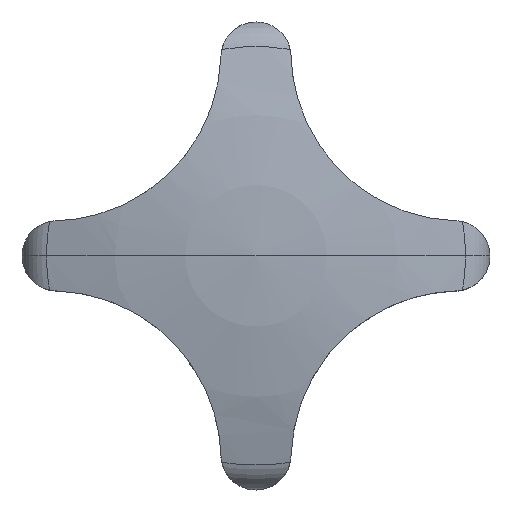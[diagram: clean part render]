
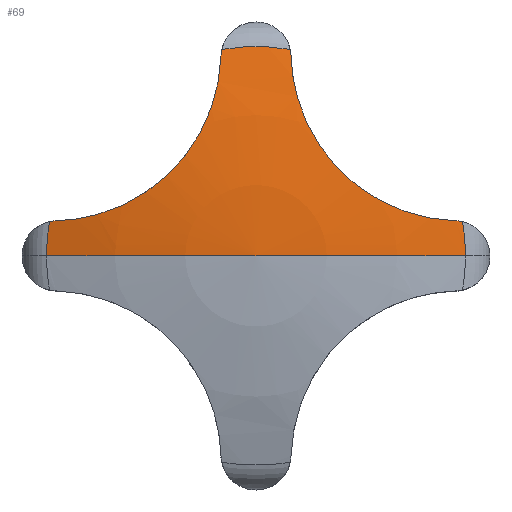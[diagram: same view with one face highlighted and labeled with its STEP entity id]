
A CAD part, top view. The second image highlights one B-rep face of the part: STEP entity #69.
In plain terms, the highlighted spherical face has radius 60 mm.
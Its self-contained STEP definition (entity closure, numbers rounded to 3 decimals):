
#69=ADVANCED_FACE('',(#166),#167,.T.);
#166=FACE_OUTER_BOUND('',#289,.T.);
#167=SPHERICAL_SURFACE('',#290,60.);
#289=EDGE_LOOP('',(#421,#422,#423,#424,#425,#426,#427,#428,#429,#430,#431));
#290=AXIS2_PLACEMENT_3D('',#432,#433,#434);
#421=ORIENTED_EDGE('',*,*,#768,.T.);
#422=ORIENTED_EDGE('',*,*,#769,.T.);
#423=ORIENTED_EDGE('',*,*,#770,.T.);
#424=ORIENTED_EDGE('',*,*,#771,.T.);
#425=ORIENTED_EDGE('',*,*,#772,.T.);
#426=ORIENTED_EDGE('',*,*,#773,.T.);
#427=ORIENTED_EDGE('',*,*,#774,.T.);
#428=ORIENTED_EDGE('',*,*,#775,.T.);
#429=ORIENTED_EDGE('',*,*,#776,.T.);
#430=ORIENTED_EDGE('',*,*,#777,.T.);
#431=ORIENTED_EDGE('',*,*,#778,.T.);
#432=CARTESIAN_POINT('',(0.,0.,-35.));
#433=DIRECTION('',(0.0,0.0,1.0));
#434=DIRECTION('',(-1.0,0.,0.0));
#768=EDGE_CURVE('',#919,#920,#921,.T.);
#769=EDGE_CURVE('',#920,#922,#923,.T.);
#770=EDGE_CURVE('',#922,#924,#925,.T.);
#771=EDGE_CURVE('',#924,#926,#927,.T.);
#772=EDGE_CURVE('',#926,#928,#929,.T.);
#773=EDGE_CURVE('',#928,#930,#931,.T.);
#774=EDGE_CURVE('',#930,#932,#933,.T.);
#775=EDGE_CURVE('',#932,#934,#935,.T.);
#776=EDGE_CURVE('',#934,#936,#937,.T.);
#777=EDGE_CURVE('',#936,#938,#939,.T.);
#778=EDGE_CURVE('',#938,#919,#940,.T.);
#919=VERTEX_POINT('',#1147);
#920=VERTEX_POINT('',#1148);
#921=CIRCLE('',#1149,60.);
#922=VERTEX_POINT('',#1150);
#923=CIRCLE('',#1151,60.);
#924=VERTEX_POINT('',#1152);
#925=CIRCLE('',#1153,17.895);
#926=VERTEX_POINT('',#1154);
#927=B_SPLINE_CURVE_WITH_KNOTS('',3,(#1155,#1156,#1157,#1158,#1159,#1160),.UNSPECIFIED.,.F.,.F.,(4,2,4),(8.488,8.647,9.063),.UNSPECIFIED.);
#928=VERTEX_POINT('',#1161);
#929=B_SPLINE_CURVE_WITH_KNOTS('',3,(#1162,#1163,#1164,#1165,#1166,#1167,#1168,#1169,#1170,#1171,#1172,#1173,#1174,#1175,#1176,#1177),.UNSPECIFIED.,.F.,.F.,(4,2,2,2,2,2,2,4),(30.575,33.713,36.852,39.99,43.128,46.31,49.491,52.128),.UNSPECIFIED.);
#930=VERTEX_POINT('',#1178);
#931=B_SPLINE_CURVE_WITH_KNOTS('',3,(#1179,#1180,#1181,#1182),.UNSPECIFIED.,.F.,.F.,(4,4),(0.0,0.582),.UNSPECIFIED.);
#932=VERTEX_POINT('',#1183);
#933=CIRCLE('',#1184,17.895);
#934=VERTEX_POINT('',#1185);
#935=B_SPLINE_CURVE_WITH_KNOTS('',3,(#1186,#1187,#1188,#1189,#1190,#1191),.UNSPECIFIED.,.F.,.F.,(4,2,4),(8.489,8.653,9.063),.UNSPECIFIED.);
#936=VERTEX_POINT('',#1192);
#937=B_SPLINE_CURVE_WITH_KNOTS('',3,(#1193,#1194,#1195,#1196,#1197,#1198,#1199,#1200,#1201,#1202,#1203,#1204,#1205,#1206,#1207,#1208),.UNSPECIFIED.,.F.,.F.,(4,2,2,2,2,2,2,4),(30.575,33.713,36.852,39.99,43.128,46.31,49.491,52.128),.UNSPECIFIED.);
#938=VERTEX_POINT('',#1209);
#939=B_SPLINE_CURVE_WITH_KNOTS('',3,(#1210,#1211,#1212,#1213),.UNSPECIFIED.,.F.,.F.,(4,4),(0.0,0.582),.UNSPECIFIED.);
#940=CIRCLE('',#1214,17.895);
#1147=CARTESIAN_POINT('',(-17.895,0.,22.269));
#1148=CARTESIAN_POINT('',(0.,0.,25.0));
#1149=AXIS2_PLACEMENT_3D('',#1721,#1722,#1723);
#1150=CARTESIAN_POINT('',(17.895,0.,22.269));
#1151=AXIS2_PLACEMENT_3D('',#1724,#1725,#1726);
#1152=CARTESIAN_POINT('',(17.654,2.928,22.269));
#1153=AXIS2_PLACEMENT_3D('',#1727,#1728,#1729);
#1154=CARTESIAN_POINT('',(17.085,2.999,22.438));
#1155=CARTESIAN_POINT('',(17.654,2.928,22.269));
#1156=CARTESIAN_POINT('',(17.601,2.94,22.285));
#1157=CARTESIAN_POINT('',(17.549,2.95,22.3));
#1158=CARTESIAN_POINT('',(17.358,2.982,22.357));
#1159=CARTESIAN_POINT('',(17.22,2.995,22.398));
#1160=CARTESIAN_POINT('',(17.085,2.999,22.438));
#1161=CARTESIAN_POINT('',(2.999,17.085,22.438));
#1162=CARTESIAN_POINT('',(17.085,2.999,22.438));
#1163=CARTESIAN_POINT('',(16.082,3.027,22.735));
#1164=CARTESIAN_POINT('',(15.042,3.162,23.008));
#1165=CARTESIAN_POINT('',(12.98,3.672,23.474));
#1166=CARTESIAN_POINT('',(11.958,4.047,23.667));
#1167=CARTESIAN_POINT('',(10.019,5.021,23.954));
#1168=CARTESIAN_POINT('',(9.099,5.621,24.049));
#1169=CARTESIAN_POINT('',(7.43,6.998,24.135));
#1170=CARTESIAN_POINT('',(6.681,7.775,24.127));
#1171=CARTESIAN_POINT('',(5.391,9.436,24.017));
#1172=CARTESIAN_POINT('',(4.82,10.363,23.912));
#1173=CARTESIAN_POINT('',(3.899,12.333,23.6));
#1174=CARTESIAN_POINT('',(3.548,13.375,23.393));
#1175=CARTESIAN_POINT('',(3.13,15.312,22.936));
#1176=CARTESIAN_POINT('',(3.024,16.204,22.699));
#1177=CARTESIAN_POINT('',(2.999,17.085,22.438));
#1178=CARTESIAN_POINT('',(2.928,17.654,22.269));
#1179=CARTESIAN_POINT('',(2.999,17.085,22.438));
#1180=CARTESIAN_POINT('',(2.994,17.27,22.383));
#1181=CARTESIAN_POINT('',(2.971,17.463,22.326));
#1182=CARTESIAN_POINT('',(2.928,17.654,22.269));
#1183=CARTESIAN_POINT('',(-2.928,17.654,22.269));
#1184=AXIS2_PLACEMENT_3D('',#1730,#1731,#1732);
#1185=CARTESIAN_POINT('',(-2.999,17.085,22.438));
#1186=CARTESIAN_POINT('',(-2.928,17.654,22.269));
#1187=CARTESIAN_POINT('',(-2.94,17.599,22.285));
#1188=CARTESIAN_POINT('',(-2.951,17.545,22.302));
#1189=CARTESIAN_POINT('',(-2.982,17.354,22.358));
#1190=CARTESIAN_POINT('',(-2.995,17.218,22.398));
#1191=CARTESIAN_POINT('',(-2.999,17.085,22.438));
#1192=CARTESIAN_POINT('',(-17.085,2.999,22.438));
#1193=CARTESIAN_POINT('',(-2.999,17.085,22.438));
#1194=CARTESIAN_POINT('',(-3.027,16.082,22.735));
#1195=CARTESIAN_POINT('',(-3.162,15.042,23.008));
#1196=CARTESIAN_POINT('',(-3.672,12.98,23.474));
#1197=CARTESIAN_POINT('',(-4.047,11.958,23.667));
#1198=CARTESIAN_POINT('',(-5.021,10.019,23.954));
#1199=CARTESIAN_POINT('',(-5.621,9.099,24.049));
#1200=CARTESIAN_POINT('',(-6.998,7.43,24.135));
#1201=CARTESIAN_POINT('',(-7.775,6.681,24.127));
#1202=CARTESIAN_POINT('',(-9.436,5.391,24.017));
#1203=CARTESIAN_POINT('',(-10.363,4.82,23.912));
#1204=CARTESIAN_POINT('',(-12.333,3.899,23.6));
#1205=CARTESIAN_POINT('',(-13.375,3.548,23.393));
#1206=CARTESIAN_POINT('',(-15.312,3.13,22.936));
#1207=CARTESIAN_POINT('',(-16.204,3.024,22.699));
#1208=CARTESIAN_POINT('',(-17.085,2.999,22.438));
#1209=CARTESIAN_POINT('',(-17.654,2.928,22.269));
#1210=CARTESIAN_POINT('',(-17.085,2.999,22.438));
#1211=CARTESIAN_POINT('',(-17.271,2.994,22.383));
#1212=CARTESIAN_POINT('',(-17.463,2.971,22.326));
#1213=CARTESIAN_POINT('',(-17.654,2.928,22.269));
#1214=AXIS2_PLACEMENT_3D('',#1733,#1734,#1735);
#1721=CARTESIAN_POINT('',(0.,0.,-35.));
#1722=DIRECTION('',(0.,1.0,0.0));
#1723=DIRECTION('',(0.0,-0.0,-1.0));
#1724=CARTESIAN_POINT('',(0.,0.,-35.));
#1725=DIRECTION('',(0.,1.0,0.0));
#1726=DIRECTION('',(0.0,-0.0,-1.0));
#1727=CARTESIAN_POINT('',(0.,0.,22.269));
#1728=DIRECTION('',(0.0,0.0,1.0));
#1729=DIRECTION('',(1.0,0.,0.0));
#1730=CARTESIAN_POINT('',(0.,0.,22.269));
#1731=DIRECTION('',(0.0,0.0,1.0));
#1732=DIRECTION('',(1.0,0.,0.0));
#1733=CARTESIAN_POINT('',(0.,0.,22.269));
#1734=DIRECTION('',(0.0,0.0,1.0));
#1735=DIRECTION('',(1.0,0.,0.0));
